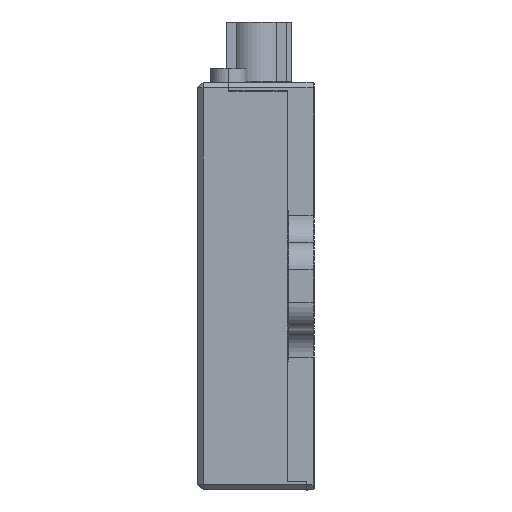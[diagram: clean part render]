
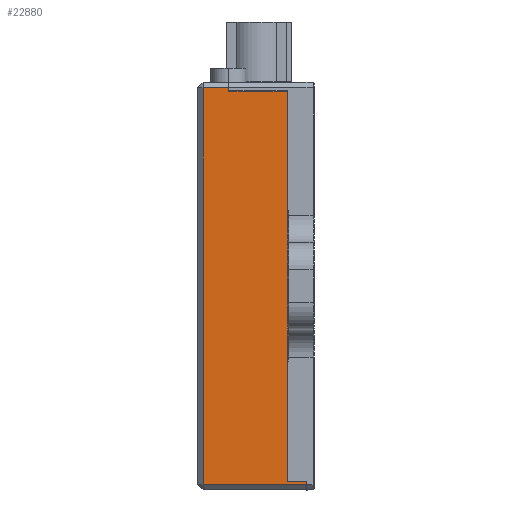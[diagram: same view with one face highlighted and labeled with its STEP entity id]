
A CAD part, left-side view. The second image highlights one B-rep face of the part: STEP entity #22880.
In plain terms, the highlighted face is planar.
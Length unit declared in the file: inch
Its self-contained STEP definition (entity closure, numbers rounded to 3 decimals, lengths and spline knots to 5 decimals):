
#628 = DIRECTION ( 'NONE',  ( 0., -1., 0. ) ) ;
#1187 = VECTOR ( 'NONE', #12645, 39.37008 ) ;
#1226 = EDGE_CURVE ( 'NONE', #24488, #4714, #13758, .T. ) ;
#1617 = CARTESIAN_POINT ( 'NONE',  ( 0.02, 0.4, 0. ) ) ;
#1983 = LINE ( 'NONE', #6309, #21509 ) ;
#2188 = EDGE_CURVE ( 'NONE', #19307, #8497, #3305, .T. ) ;
#2335 = LINE ( 'NONE', #8224, #7955 ) ;
#2471 = VECTOR ( 'NONE', #18589, 39.37008 ) ;
#2954 = EDGE_CURVE ( 'NONE', #18757, #20284, #2335, .T. ) ;
#3184 = DIRECTION ( 'NONE',  ( 0., 1., 0. ) ) ;
#3305 = LINE ( 'NONE', #16905, #3900 ) ;
#3781 = VERTEX_POINT ( 'NONE', #6641 ) ;
#3900 = VECTOR ( 'NONE', #18821, 39.37008 ) ;
#4255 = EDGE_CURVE ( 'NONE', #11615, #18757, #11818, .T. ) ;
#4714 = VERTEX_POINT ( 'NONE', #8780 ) ;
#5505 = EDGE_CURVE ( 'NONE', #8235, #8497, #17724, .T. ) ;
#5718 = CARTESIAN_POINT ( 'NONE',  ( 1.468, 0.287, 0. ) ) ;
#6240 = DIRECTION ( 'NONE',  ( 0., -1., 0. ) ) ;
#6309 = CARTESIAN_POINT ( 'NONE',  ( 1.468, 0.07, 0. ) ) ;
#6641 = CARTESIAN_POINT ( 'NONE',  ( 0.02, 0.38, 0. ) ) ;
#7201 = LINE ( 'NONE', #9705, #17290 ) ;
#7297 = DIRECTION ( 'NONE',  ( 0., -1., 0. ) ) ;
#7631 = ORIENTED_EDGE ( 'NONE', *, *, #2954, .F. ) ;
#7955 = VECTOR ( 'NONE', #6240, 39.37008 ) ;
#8224 = CARTESIAN_POINT ( 'NONE',  ( 1.468, 0.07, 0. ) ) ;
#8235 = VERTEX_POINT ( 'NONE', #8666 ) ;
#8359 = CARTESIAN_POINT ( 'NONE',  ( 0.03, 0.07, 0. ) ) ;
#8497 = VERTEX_POINT ( 'NONE', #11294 ) ;
#8551 = CARTESIAN_POINT ( 'NONE',  ( 1.48, 0.287, 0. ) ) ;
#8666 = CARTESIAN_POINT ( 'NONE',  ( 0.02, 0., 0. ) ) ;
#8688 = CARTESIAN_POINT ( 'NONE',  ( 1.468, 0.255, 0. ) ) ;
#8780 = CARTESIAN_POINT ( 'NONE',  ( 1.48, 0.38, 0. ) ) ;
#9113 = EDGE_CURVE ( 'NONE', #20284, #19307, #7201, .T. ) ;
#9510 = ORIENTED_EDGE ( 'NONE', *, *, #4255, .F. ) ;
#9660 = VERTEX_POINT ( 'NONE', #5718 ) ;
#9705 = CARTESIAN_POINT ( 'NONE',  ( 0.03, 0.07, 0. ) ) ;
#9898 = VECTOR ( 'NONE', #3184, 39.37008 ) ;
#10335 = DIRECTION ( 'NONE',  ( 1., 0., 0. ) ) ;
#10399 = VECTOR ( 'NONE', #10995, 39.37008 ) ;
#10562 = EDGE_CURVE ( 'NONE', #3781, #8235, #19253, .T. ) ;
#10992 = LINE ( 'NONE', #20449, #10399 ) ;
#10995 = DIRECTION ( 'NONE',  ( -1., 0., 0. ) ) ;
#11016 = EDGE_LOOP ( 'NONE', ( #24472, #13598, #20667, #24426, #16954, #22893, #22029, #7631, #9510, #17118 ) ) ;
#11294 = CARTESIAN_POINT ( 'NONE',  ( 0.03, 0., 0. ) ) ;
#11615 = VERTEX_POINT ( 'NONE', #8688 ) ;
#11790 = DIRECTION ( 'NONE',  ( -1., 0., 0. ) ) ;
#11818 = LINE ( 'NONE', #14567, #1187 ) ;
#12030 = AXIS2_PLACEMENT_3D ( 'NONE', #15519, #23139, #11790 ) ;
#12645 = DIRECTION ( 'NONE',  ( 0., -1., 0. ) ) ;
#13598 = ORIENTED_EDGE ( 'NONE', *, *, #1226, .T. ) ;
#13758 = LINE ( 'NONE', #16402, #9898 ) ;
#13905 = EDGE_CURVE ( 'NONE', #9660, #24488, #17573, .T. ) ;
#14392 = EDGE_CURVE ( 'NONE', #4714, #3781, #10992, .T. ) ;
#14567 = CARTESIAN_POINT ( 'NONE',  ( 1.468, 0.07, 0. ) ) ;
#14764 = CARTESIAN_POINT ( 'NONE',  ( 1.468, 0.287, 0. ) ) ;
#15519 = CARTESIAN_POINT ( 'NONE',  ( 0., 0.4, 0. ) ) ;
#15762 = EDGE_CURVE ( 'NONE', #9660, #11615, #1983, .T. ) ;
#16402 = CARTESIAN_POINT ( 'NONE',  ( 1.48, 0.4, 0. ) ) ;
#16905 = CARTESIAN_POINT ( 'NONE',  ( 0.03, 0.07, 0. ) ) ;
#16954 = ORIENTED_EDGE ( 'NONE', *, *, #5505, .T. ) ;
#17118 = ORIENTED_EDGE ( 'NONE', *, *, #15762, .F. ) ;
#17127 = VECTOR ( 'NONE', #10335, 39.37008 ) ;
#17290 = VECTOR ( 'NONE', #21040, 39.37008 ) ;
#17573 = LINE ( 'NONE', #14764, #2471 ) ;
#17724 = LINE ( 'NONE', #23587, #17127 ) ;
#18067 = VECTOR ( 'NONE', #7297, 39.37008 ) ;
#18589 = DIRECTION ( 'NONE',  ( 1., 0., 0. ) ) ;
#18757 = VERTEX_POINT ( 'NONE', #19477 ) ;
#18821 = DIRECTION ( 'NONE',  ( 0., -1., 0. ) ) ;
#19253 = LINE ( 'NONE', #1617, #18067 ) ;
#19307 = VERTEX_POINT ( 'NONE', #8359 ) ;
#19477 = CARTESIAN_POINT ( 'NONE',  ( 1.468, 0.22, 0. ) ) ;
#20284 = VERTEX_POINT ( 'NONE', #22549 ) ;
#20449 = CARTESIAN_POINT ( 'NONE',  ( 0., 0.38, 0. ) ) ;
#20667 = ORIENTED_EDGE ( 'NONE', *, *, #14392, .T. ) ;
#21040 = DIRECTION ( 'NONE',  ( -1., 0., 0. ) ) ;
#21237 = PLANE ( 'NONE',  #12030 ) ;
#21509 = VECTOR ( 'NONE', #628, 39.37008 ) ;
#22029 = ORIENTED_EDGE ( 'NONE', *, *, #9113, .F. ) ;
#22549 = CARTESIAN_POINT ( 'NONE',  ( 1.468, 0.07, 0. ) ) ;
#22880 = ADVANCED_FACE ( 'NONE', ( #24093 ), #21237, .F. ) ;
#22893 = ORIENTED_EDGE ( 'NONE', *, *, #2188, .F. ) ;
#23139 = DIRECTION ( 'NONE',  ( 0., 0., -1. ) ) ;
#23587 = CARTESIAN_POINT ( 'NONE',  ( 0., 0., 0. ) ) ;
#24093 = FACE_OUTER_BOUND ( 'NONE', #11016, .T. ) ;
#24426 = ORIENTED_EDGE ( 'NONE', *, *, #10562, .T. ) ;
#24472 = ORIENTED_EDGE ( 'NONE', *, *, #13905, .T. ) ;
#24488 = VERTEX_POINT ( 'NONE', #8551 ) ;
